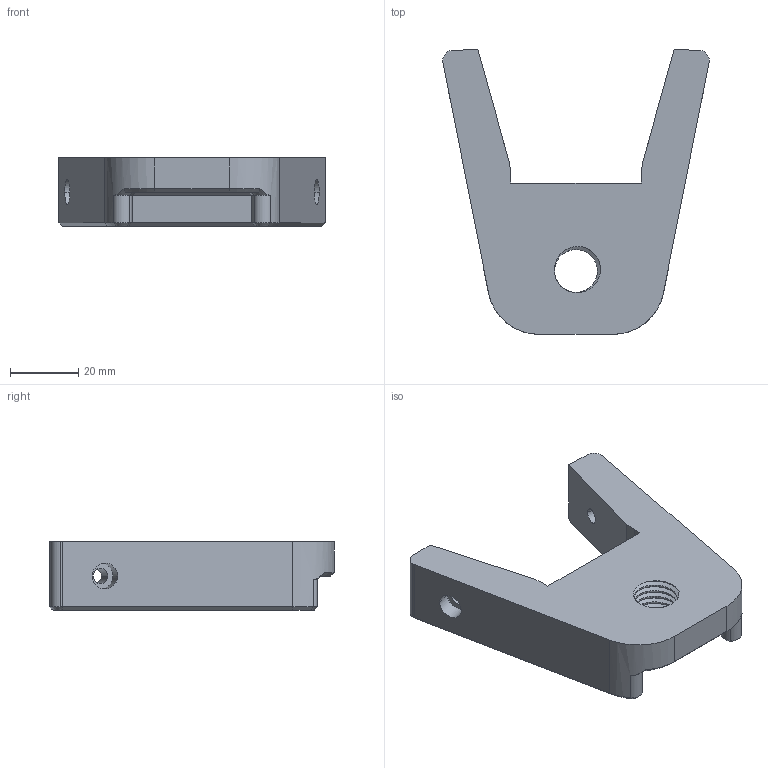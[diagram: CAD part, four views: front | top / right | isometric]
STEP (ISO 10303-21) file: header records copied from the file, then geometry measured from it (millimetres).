
FILE_DESCRIPTION (( 'STEP AP203' ), '1' );
FILE_NAME ('M14_mount_rear_2020base_v2.step', '2020-06-11T11:30:47', ( '' ), ( '' ), 'SwSTEP 2.0', 'SolidWorks 2020', '' );
FILE_SCHEMA (( 'CONFIG_CONTROL_DESIGN' ));
Length unit declared in the file: millimetre
Products named in the file (1): M14_mount_rear_2020base_v2
Bounding box: 77.82 x 83.15 x 20 mm (x, y, z)
Volume: 47683.8 mm3; surface area: 14799.9 mm2
Topology: 1 solids, 1 shells, 95 faces, 238 edges, 147 vertices
Faces by surface type: cylinder 34, plane 31, cone 27, bspline 3
Entity records: 4851 total; most frequent: CARTESIAN_POINT 2550, ORIENTED_EDGE 476, DIRECTION 461, EDGE_CURVE 238, AXIS2_PLACEMENT_3D 167, VERTEX_POINT 147, VECTOR 127, LINE 127
